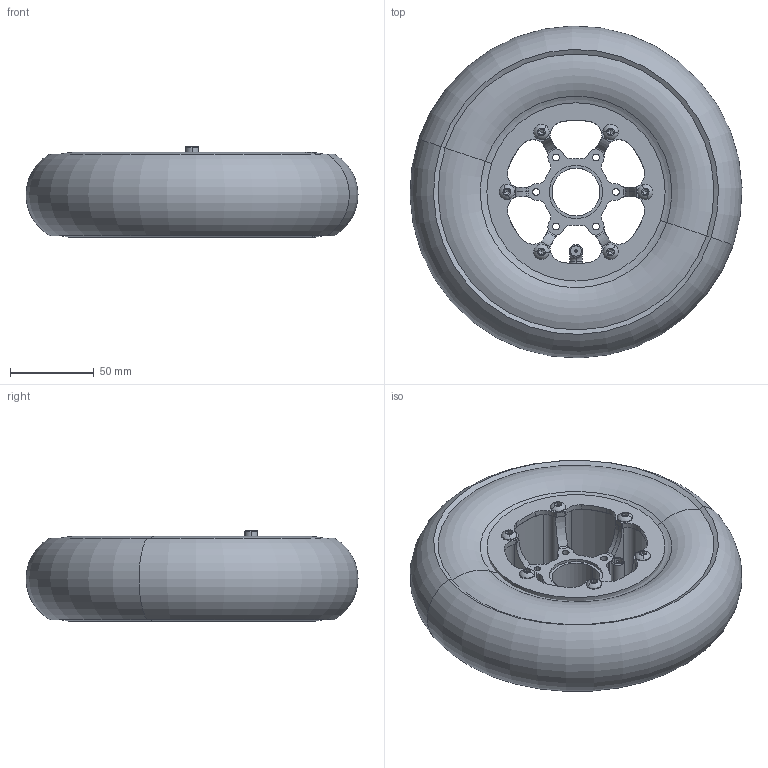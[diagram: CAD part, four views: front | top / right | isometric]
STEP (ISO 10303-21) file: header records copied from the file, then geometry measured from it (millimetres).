
FILE_DESCRIPTION (( 'STEP AP214' ), '1' );
FILE_NAME ('am-3933 Aluminum 8IN Pneumatic Bearing Bore Wheel.STEP', '2018-12-04T20:12:13', ( '' ), ( '' ), 'SwSTEP 2.0', 'SolidWorks 2018', '' );
FILE_SCHEMA (( 'AUTOMOTIVE_DESIGN' ));
Length unit declared in the file: inch
Products named in the file (7): am-3933 Aluminum 8IN Pneumatic Bearing Bore Wheel; Tire; Valve; Aluminum 8IN Pneumatic Bearing Bore Wheel Hub Assembly; BHCS 10-32 x 0.5_SBHCSCREW 0.19-32x0.5-HX-C; Aluminum 8IN Pneumatic Wheel Rim; Aluminum 8IN Pneumatic Wheel Bearing BoreCore
Assembly tree (18 placements, depth 3):
  am-3933 Aluminum 8IN Pneumatic Bearing Bore Wheel
    Aluminum 8IN Pneumatic Bearing Bore Wheel Hub Assembly
      Aluminum 8IN Pneumatic Wheel Bearing BoreCore
      Aluminum 8IN Pneumatic Wheel Rim  x2
      BHCS 10-32 x 0.5_SBHCSCREW 0.19-32x0.5-HX-C  x12
    Valve
    Tire
Bounding box: 198.06 x 198.06 x 54.18 mm (x, y, z)
Volume: 473260 mm3; surface area: 187744.6 mm2
Topology: 17 solids, 17 shells, 649 faces, 1632 edges, 1003 vertices
Faces by surface type: cylinder 272, plane 230, cone 80, torus 41, sphere 24, bspline 2
Entity records: 11408 total; most frequent: CARTESIAN_POINT 2533, DIRECTION 1928, ORIENTED_EDGE 1668, EDGE_CURVE 834, AXIS2_PLACEMENT_3D 798, VERTEX_POINT 536, CIRCLE 458, EDGE_LOOP 376
